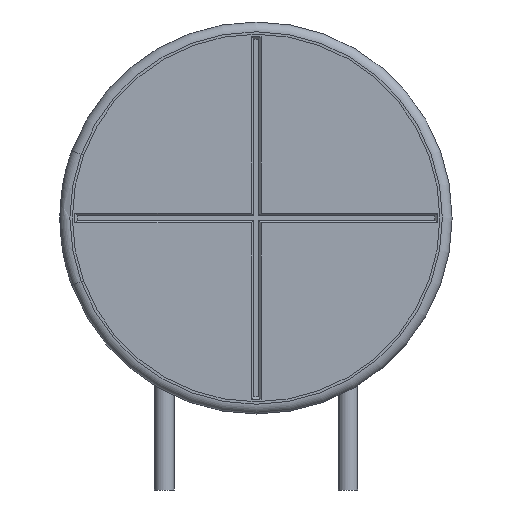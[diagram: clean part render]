
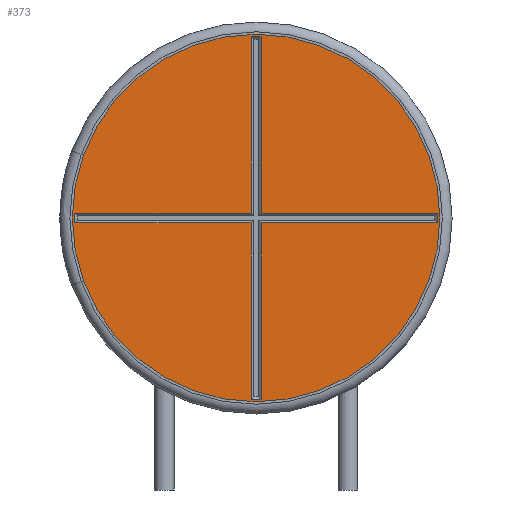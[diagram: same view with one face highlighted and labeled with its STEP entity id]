
A CAD part, left-side view. The second image highlights one B-rep face of the part: STEP entity #373.
In plain terms, the highlighted planar face has unit normal (-1, 0, 0).
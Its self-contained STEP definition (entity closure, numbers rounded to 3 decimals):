
#373=ADVANCED_FACE('',(#959,#961),#963,.T.);
#959=FACE_BOUND('',#960,.T.);
#960=EDGE_LOOP('',(#1440));
#961=FACE_BOUND('',#962,.T.);
#962=EDGE_LOOP('',(#1441,#1442,#1443,#1444,#1445,#1446,#1447,#1448,#1449,#1450,#1451,
#1452));
#963=PLANE('',#964);
#964=AXIS2_PLACEMENT_3D('',#965,#966,#967);
#965=CARTESIAN_POINT('',(-27.3,0.,0.));
#966=DIRECTION('',(-1.,0.,0.));
#967=DIRECTION('',(0.,0.,1.));
#1440=ORIENTED_EDGE('',*,*,#1696,.T.);
#1441=ORIENTED_EDGE('',*,*,#1702,.T.);
#1442=ORIENTED_EDGE('',*,*,#1703,.T.);
#1443=ORIENTED_EDGE('',*,*,#1704,.T.);
#1444=ORIENTED_EDGE('',*,*,#1705,.T.);
#1445=ORIENTED_EDGE('',*,*,#1706,.T.);
#1446=ORIENTED_EDGE('',*,*,#1707,.T.);
#1447=ORIENTED_EDGE('',*,*,#1708,.T.);
#1448=ORIENTED_EDGE('',*,*,#1709,.T.);
#1449=ORIENTED_EDGE('',*,*,#1710,.T.);
#1450=ORIENTED_EDGE('',*,*,#1711,.T.);
#1451=ORIENTED_EDGE('',*,*,#1712,.T.);
#1452=ORIENTED_EDGE('',*,*,#1713,.T.);
#1696=EDGE_CURVE('',#1942,#1942,#1943,.T.);
#1702=EDGE_CURVE('',#1954,#1955,#1956,.F.);
#1703=EDGE_CURVE('',#1955,#1957,#1958,.F.);
#1704=EDGE_CURVE('',#1957,#1959,#1960,.F.);
#1705=EDGE_CURVE('',#1959,#1961,#1962,.F.);
#1706=EDGE_CURVE('',#1961,#1963,#1964,.F.);
#1707=EDGE_CURVE('',#1963,#1965,#1966,.F.);
#1708=EDGE_CURVE('',#1965,#1967,#1968,.F.);
#1709=EDGE_CURVE('',#1967,#1969,#1970,.F.);
#1710=EDGE_CURVE('',#1969,#1971,#1972,.F.);
#1711=EDGE_CURVE('',#1971,#1973,#1974,.F.);
#1712=EDGE_CURVE('',#1973,#1975,#1976,.F.);
#1713=EDGE_CURVE('',#1975,#1954,#1977,.F.);
#1942=VERTEX_POINT('',#2518);
#1943=CIRCLE('',#2519,7.5);
#1954=VERTEX_POINT('',#2546);
#1955=VERTEX_POINT('',#2547);
#1956=LINE('',#2548,#2549);
#1957=VERTEX_POINT('',#2551);
#1958=LINE('',#2552,#2553);
#1959=VERTEX_POINT('',#2555);
#1960=LINE('',#2556,#2557);
#1961=VERTEX_POINT('',#2559);
#1962=LINE('',#2560,#2561);
#1963=VERTEX_POINT('',#2563);
#1964=LINE('',#2564,#2565);
#1965=VERTEX_POINT('',#2567);
#1966=LINE('',#2568,#2569);
#1967=VERTEX_POINT('',#2571);
#1968=LINE('',#2572,#2573);
#1969=VERTEX_POINT('',#2575);
#1970=LINE('',#2576,#2577);
#1971=VERTEX_POINT('',#2579);
#1972=LINE('',#2580,#2581);
#1973=VERTEX_POINT('',#2583);
#1974=LINE('',#2584,#2585);
#1975=VERTEX_POINT('',#2587);
#1976=LINE('',#2588,#2589);
#1977=LINE('',#2591,#2592);
#2518=CARTESIAN_POINT('',(-27.3,0.,15.6));
#2519=AXIS2_PLACEMENT_3D('',#2520,#2521,#2522);
#2520=CARTESIAN_POINT('',(-27.3,0.,8.1));
#2521=DIRECTION('',(-1.,0.,0.));
#2522=DIRECTION('',(0.,0.,1.));
#2546=CARTESIAN_POINT('',(-27.3,-0.2,8.3));
#2547=CARTESIAN_POINT('',(-27.3,-7.4,8.3));
#2548=CARTESIAN_POINT('',(-27.3,-7.4,8.3));
#2549=VECTOR('',#2550,1.);
#2550=DIRECTION('',(0.,1.,0.));
#2551=CARTESIAN_POINT('',(-27.3,-7.4,7.9));
#2552=CARTESIAN_POINT('',(-27.3,-7.4,7.9));
#2553=VECTOR('',#2554,1.);
#2554=DIRECTION('',(0.,0.,1.));
#2555=CARTESIAN_POINT('',(-27.3,-0.2,7.9));
#2556=CARTESIAN_POINT('',(-27.3,-0.2,7.9));
#2557=VECTOR('',#2558,1.);
#2558=DIRECTION('',(0.,-1.,0.));
#2559=CARTESIAN_POINT('',(-27.3,-0.2,0.7));
#2560=CARTESIAN_POINT('',(-27.3,-0.2,0.7));
#2561=VECTOR('',#2562,1.);
#2562=DIRECTION('',(0.,0.,1.));
#2563=CARTESIAN_POINT('',(-27.3,0.2,0.7));
#2564=CARTESIAN_POINT('',(-27.3,0.2,0.7));
#2565=VECTOR('',#2566,1.);
#2566=DIRECTION('',(0.,-1.,0.));
#2567=CARTESIAN_POINT('',(-27.3,0.2,7.9));
#2568=CARTESIAN_POINT('',(-27.3,0.2,7.9));
#2569=VECTOR('',#2570,1.);
#2570=DIRECTION('',(0.,0.,-1.));
#2571=CARTESIAN_POINT('',(-27.3,7.4,7.9));
#2572=CARTESIAN_POINT('',(-27.3,7.4,7.9));
#2573=VECTOR('',#2574,1.);
#2574=DIRECTION('',(0.,-1.,0.));
#2575=CARTESIAN_POINT('',(-27.3,7.4,8.3));
#2576=CARTESIAN_POINT('',(-27.3,7.4,8.3));
#2577=VECTOR('',#2578,1.);
#2578=DIRECTION('',(0.,0.,-1.));
#2579=CARTESIAN_POINT('',(-27.3,0.2,8.3));
#2580=CARTESIAN_POINT('',(-27.3,0.2,8.3));
#2581=VECTOR('',#2582,1.);
#2582=DIRECTION('',(0.,1.,0.));
#2583=CARTESIAN_POINT('',(-27.3,0.2,15.5));
#2584=CARTESIAN_POINT('',(-27.3,0.2,15.5));
#2585=VECTOR('',#2586,1.);
#2586=DIRECTION('',(0.,0.,-1.));
#2587=CARTESIAN_POINT('',(-27.3,-0.2,15.5));
#2588=CARTESIAN_POINT('',(-27.3,-0.2,15.5));
#2589=VECTOR('',#2590,1.);
#2590=DIRECTION('',(0.,1.,0.));
#2591=CARTESIAN_POINT('',(-27.3,-0.2,8.3));
#2592=VECTOR('',#2593,1.);
#2593=DIRECTION('',(0.,0.,1.));
